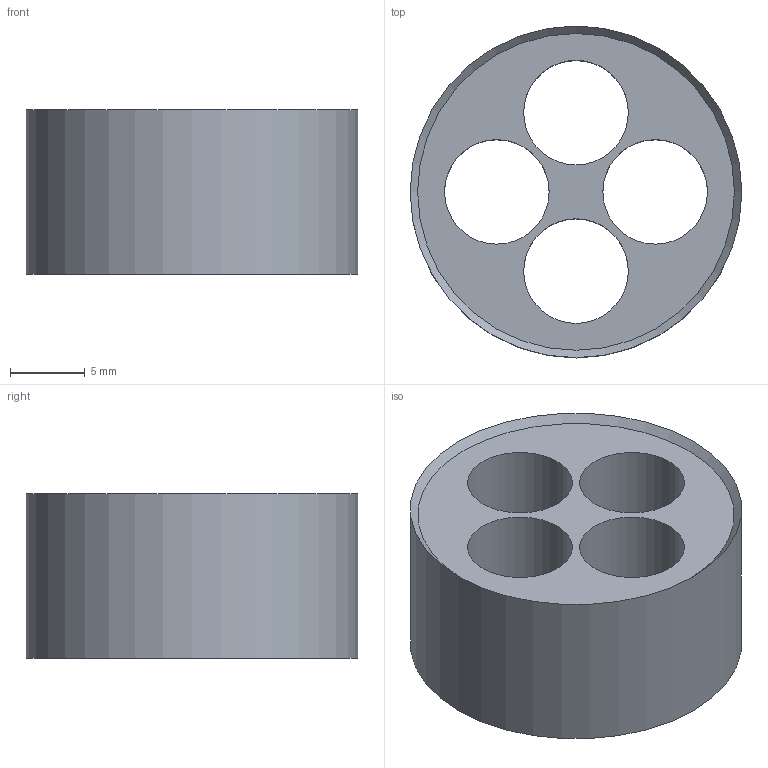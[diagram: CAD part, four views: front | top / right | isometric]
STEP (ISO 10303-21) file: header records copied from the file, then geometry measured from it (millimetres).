
FILE_DESCRIPTION(/* description */ ('Mehrfachdichteinsatz für Euro-Top D= 22,2mm; 4x7,0'),/* implementation_level */ '2;1');
FILE_NAME(/* name */ '05621470-RST.stp',/* time_stamp */ '2020-10-06T14:48:04+02:00',/* author */ ('sl'),/* organization */ (''),/* preprocessor_version */ 'ST-DEVELOPER v16.5',/* originating_system */ 'Autodesk Inventor 2017',/* authorisation */ '');
FILE_SCHEMA (('AUTOMOTIVE_DESIGN { 1 0 10303 214 3 1 1 }'));
Length unit declared in the file: millimetre
Products named in the file (1): 05621470
Bounding box: 22.2 x 22.2 x 11 mm (x, y, z)
Volume: 2456.5 mm3; surface area: 2171.2 mm2
Topology: 1 solids, 1 shells, 8 faces, 17 edges, 11 vertices
Faces by surface type: cylinder 5, plane 2, cone 1
Full cylindrical faces by diameter (mm): 7 x4, 22.2 x1
Entity records: 240 total; most frequent: DIRECTION 40, CARTESIAN_POINT 31, EDGE_LOOP 22, ORIENTED_EDGE 22, AXIS2_PLACEMENT_3D 20, FACE_BOUND 14, CIRCLE 11, VERTEX_POINT 11
